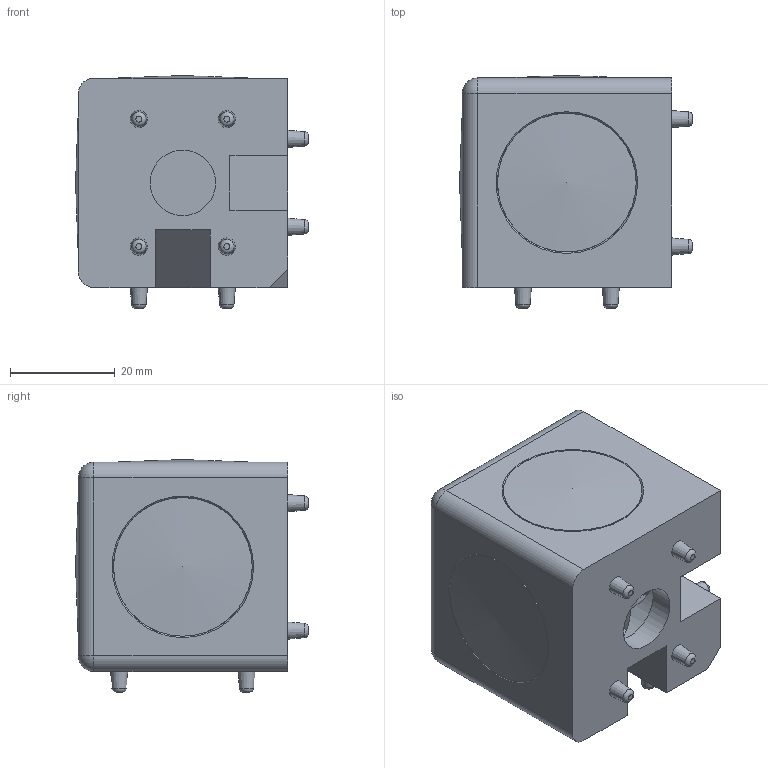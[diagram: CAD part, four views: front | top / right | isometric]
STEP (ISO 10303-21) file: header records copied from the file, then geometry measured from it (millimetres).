
FILE_DESCRIPTION(/* description */ ('STEP AP214'),/* implementation_level */ '2;1');
FILE_NAME(/* name */ '093WW408N10R',/* time_stamp */ '2022-09-30T13:23:32+02:00',/* author */ ('License CC BY-ND 4.0'),/* organization */ ('CADENAS'),/* preprocessor_version */ 'ST-DEVELOPER v18.102',/* originating_system */ 'PARTsolutions',/* authorisation */ ' ');
FILE_SCHEMA (('AUTOMOTIVE_DESIGN {1 0 10303 214 3 1 1}'));
Length unit declared in the file: millimetre
Products named in the file (3): 093WW408N10R; 093WW408N10R_cap; 093WW408N10R_body
Assembly tree (4 placements, depth 2):
  093WW408N10R
    093WW408N10R_cap  x3
    093WW408N10R_body
Bounding box: 44.5 x 44.5 x 44.5 mm (x, y, z)
Volume: 36273.6 mm3; surface area: 18521.9 mm2
Topology: 4 solids, 4 shells, 152 faces, 372 edges, 237 vertices
Faces by surface type: cone 39, plane 37, torus 36, cylinder 35, sphere 5
Full cylindrical faces by diameter (mm): 12.5 x3, 22 x3, 24 x3, 26.5 x3
Entity records: 2814 total; most frequent: CARTESIAN_POINT 614, DIRECTION 459, ORIENTED_EDGE 364, AXIS2_PLACEMENT_3D 206, EDGE_CURVE 182, EDGE_LOOP 167, FACE_BOUND 167, VERTEX_POINT 139
